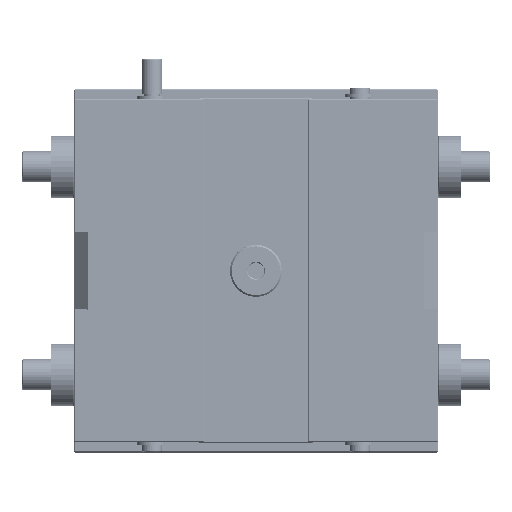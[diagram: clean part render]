
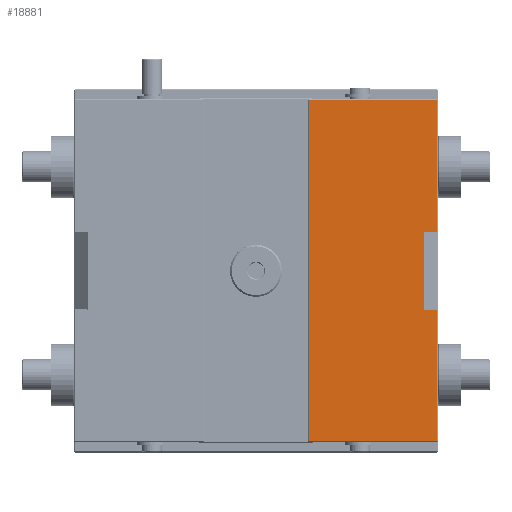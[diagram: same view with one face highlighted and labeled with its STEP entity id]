
A CAD part, front view. The second image highlights one B-rep face of the part: STEP entity #18881.
In plain terms, the highlighted planar face has unit normal (0, -1, 0).
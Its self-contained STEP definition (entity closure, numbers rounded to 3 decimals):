
#1427=PLANE('',#20235);
#2433=FACE_OUTER_BOUND('',#3608,.T.);
#3608=EDGE_LOOP('',(#15106,#15107,#15108,#15109,#15110,#15111,#15112,#15113));
#4864=LINE('',#50608,#6343);
#4888=LINE('',#50658,#6367);
#4910=LINE('',#50701,#6389);
#4918=LINE('',#50716,#6397);
#4922=LINE('',#50724,#6401);
#4936=LINE('',#50748,#6415);
#4952=LINE('',#50780,#6431);
#4953=LINE('',#50782,#6432);
#6343=VECTOR('',#22837,10.);
#6367=VECTOR('',#22881,10.);
#6389=VECTOR('',#22921,10.);
#6397=VECTOR('',#22935,10.);
#6401=VECTOR('',#22943,10.);
#6415=VECTOR('',#22973,10.);
#6431=VECTOR('',#23011,10.);
#6432=VECTOR('',#23014,10.);
#8607=VERTEX_POINT('',#50601);
#8610=VERTEX_POINT('',#50606);
#8625=VERTEX_POINT('',#50653);
#8626=VERTEX_POINT('',#50657);
#8630=VERTEX_POINT('',#50671);
#8638=VERTEX_POINT('',#50694);
#8642=VERTEX_POINT('',#50711);
#8643=VERTEX_POINT('',#50718);
#10882=EDGE_CURVE('',#8610,#8607,#4864,.T.);
#10907=EDGE_CURVE('',#8626,#8625,#4888,.T.);
#10929=EDGE_CURVE('',#8630,#8638,#4910,.T.);
#10937=EDGE_CURVE('',#8638,#8642,#4918,.T.);
#10941=EDGE_CURVE('',#8642,#8643,#4922,.T.);
#10955=EDGE_CURVE('',#8625,#8630,#4936,.T.);
#10972=EDGE_CURVE('',#8610,#8643,#4952,.T.);
#10973=EDGE_CURVE('',#8626,#8607,#4953,.T.);
#15106=ORIENTED_EDGE('',*,*,#10972,.T.);
#15107=ORIENTED_EDGE('',*,*,#10941,.F.);
#15108=ORIENTED_EDGE('',*,*,#10937,.F.);
#15109=ORIENTED_EDGE('',*,*,#10929,.F.);
#15110=ORIENTED_EDGE('',*,*,#10955,.F.);
#15111=ORIENTED_EDGE('',*,*,#10907,.F.);
#15112=ORIENTED_EDGE('',*,*,#10973,.T.);
#15113=ORIENTED_EDGE('',*,*,#10882,.F.);
#18881=ADVANCED_FACE('',(#2433),#1427,.T.);
#20235=AXIS2_PLACEMENT_3D('',#50781,#23012,#23013);
#22837=DIRECTION('',(0.,0.,-1.));
#22881=DIRECTION('',(0.,0.,-1.));
#22921=DIRECTION('',(0.,0.,1.));
#22935=DIRECTION('',(1.,0.,0.));
#22943=DIRECTION('',(0.,0.,-1.));
#22973=DIRECTION('',(-1.,0.,0.));
#23011=DIRECTION('',(1.,0.,0.));
#23012=DIRECTION('center_axis',(0.,-1.,0.));
#23013=DIRECTION('ref_axis',(-1.,0.,0.));
#23014=DIRECTION('',(-1.,0.,0.));
#50601=CARTESIAN_POINT('',(22.25,0.,-40.5));
#50606=CARTESIAN_POINT('',(22.25,0.,-25.5));
#50608=CARTESIAN_POINT('',(22.25,0.,-20.25));
#50653=CARTESIAN_POINT('',(24.75,0.,-65.75));
#50657=CARTESIAN_POINT('',(24.75,0.,-40.5));
#50658=CARTESIAN_POINT('',(24.75,0.,0.));
#50671=CARTESIAN_POINT('',(0.25,0.,-65.75));
#50694=CARTESIAN_POINT('',(0.25,0.,-0.25));
#50701=CARTESIAN_POINT('',(0.25,0.,0.));
#50711=CARTESIAN_POINT('',(24.75,0.,-0.25));
#50716=CARTESIAN_POINT('',(18.75,0.,-0.25));
#50718=CARTESIAN_POINT('',(24.75,0.,-25.5));
#50724=CARTESIAN_POINT('',(24.75,0.,0.));
#50748=CARTESIAN_POINT('',(18.75,0.,-65.75));
#50780=CARTESIAN_POINT('',(23.75,0.,-25.5));
#50781=CARTESIAN_POINT('Origin',(25.,0.,0.));
#50782=CARTESIAN_POINT('',(25.,0.,-40.5));
